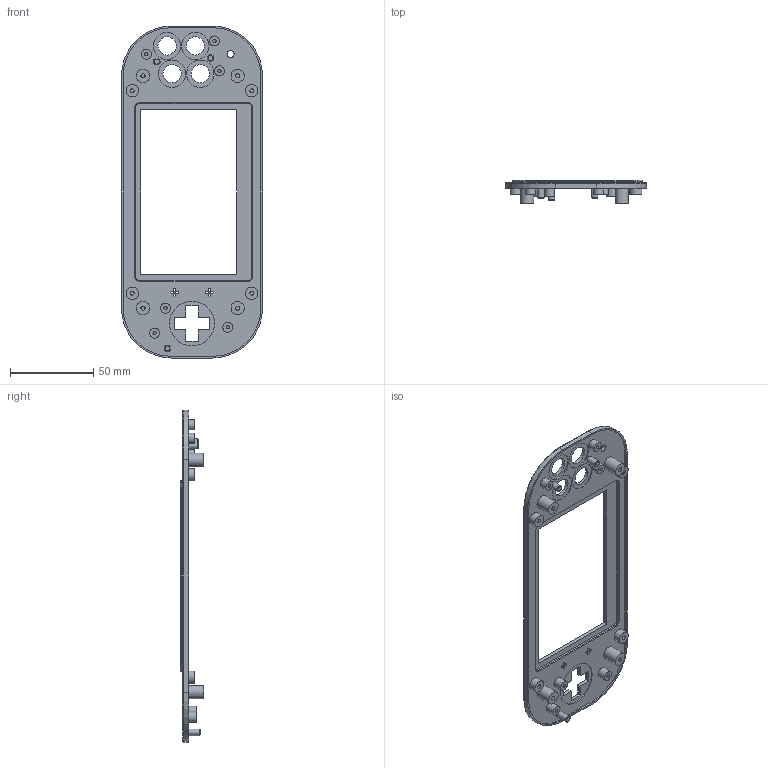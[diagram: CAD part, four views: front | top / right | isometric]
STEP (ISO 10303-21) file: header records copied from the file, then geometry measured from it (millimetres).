
FILE_DESCRIPTION(/* description */ (''),/* implementation_level */ '2;1');
FILE_NAME(/* name */ 'Partie Haute.stp',/* time_stamp */ '2019-04-23T11:32:06+02:00',/* author */ ('dimercur'),/* organization */ (''),/* preprocessor_version */ 'ST-DEVELOPER v17',/* originating_system */ 'Autodesk Inventor 2019',/* authorisation */ '');
FILE_SCHEMA (('AUTOMOTIVE_DESIGN { 1 0 10303 214 3 1 1 }'));
Length unit declared in the file: millimetre
Products named in the file (1): Partie Haute
Bounding box: 85 x 14 x 200 mm (x, y, z)
Volume: 30057.7 mm3; surface area: 27044.2 mm2
Topology: 1 solids, 1 shells, 177 faces, 369 edges, 233 vertices
Faces by surface type: cylinder 81, plane 77, torus 16, cone 3
Full cylindrical faces by diameter (mm): 1.5 x8, 2 x6, 2.4 x4, 2.5 x4, 4 x3, 4.2 x1, 6 x6, 7.5 x4, 8 x4, 11 x4, 16.5 x4, 27 x1
Entity records: 4831 total; most frequent: DIRECTION 906, CARTESIAN_POINT 780, ORIENTED_EDGE 738, EDGE_CURVE 369, AXIS2_PLACEMENT_3D 359, EDGE_LOOP 246, VERTEX_POINT 233, LINE 188
